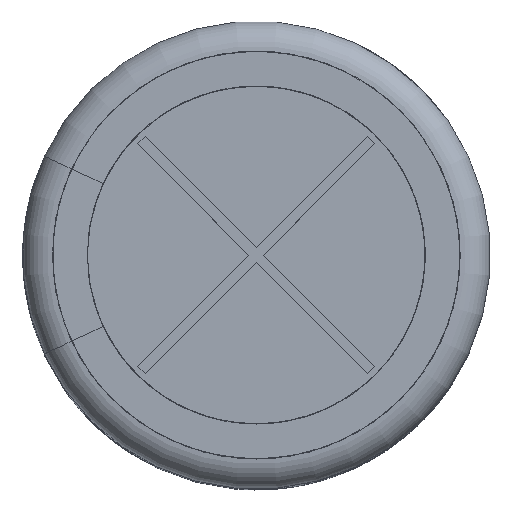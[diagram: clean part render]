
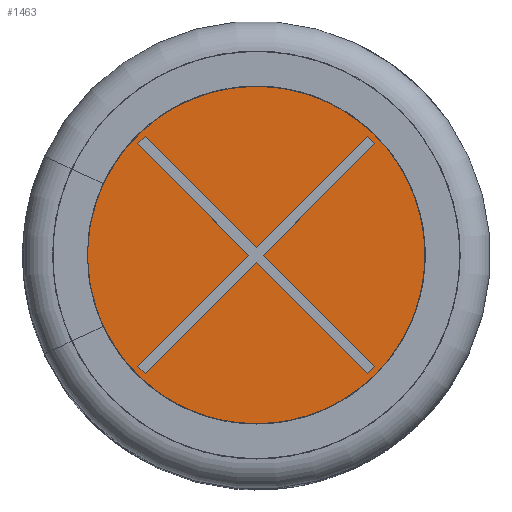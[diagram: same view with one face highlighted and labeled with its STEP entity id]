
A CAD part, top view. The second image highlights one B-rep face of the part: STEP entity #1463.
In plain terms, the highlighted planar face has unit normal (0, 0, 1).
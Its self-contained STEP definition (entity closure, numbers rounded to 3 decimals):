
#1463 = ADVANCED_FACE( '', ( #3085, #3086 ), #3087, .T. );
#3085 = FACE_OUTER_BOUND( '', #11912, .T. );
#3086 = FACE_BOUND( '', #11913, .T. );
#3087 = PLANE( '', #11914 );
#11912 = EDGE_LOOP( '', ( #16525 ) );
#11913 = EDGE_LOOP( '', ( #16526, #16527, #16528, #16529, #16530, #16531, #16532, #16533, #16534, #16535, #16536, #16537 ) );
#11914 = AXIS2_PLACEMENT_3D( '', #16538, #16539, #16540 );
#16525 = ORIENTED_EDGE( '', *, *, #18422, .F. );
#16526 = ORIENTED_EDGE( '', *, *, #17885, .T. );
#16527 = ORIENTED_EDGE( '', *, *, #18661, .T. );
#16528 = ORIENTED_EDGE( '', *, *, #17862, .T. );
#16529 = ORIENTED_EDGE( '', *, *, #17558, .T. );
#16530 = ORIENTED_EDGE( '', *, *, #18431, .T. );
#16531 = ORIENTED_EDGE( '', *, *, #17423, .T. );
#16532 = ORIENTED_EDGE( '', *, *, #18404, .T. );
#16533 = ORIENTED_EDGE( '', *, *, #18384, .T. );
#16534 = ORIENTED_EDGE( '', *, *, #18035, .T. );
#16535 = ORIENTED_EDGE( '', *, *, #17820, .T. );
#16536 = ORIENTED_EDGE( '', *, *, #18662, .T. );
#16537 = ORIENTED_EDGE( '', *, *, #17437, .T. );
#16538 = CARTESIAN_POINT( '', ( -9.589, 0., 30.78 ) );
#16539 = DIRECTION( '', ( 0., 0., 1. ) );
#16540 = DIRECTION( '', ( 1., 0., 0. ) );
#17423 = EDGE_CURVE( '', #19523, #19524, #19525, .T. );
#17437 = EDGE_CURVE( '', #19544, #19545, #19546, .T. );
#17558 = EDGE_CURVE( '', #19750, #19751, #19752, .T. );
#17820 = EDGE_CURVE( '', #20166, #20167, #20168, .T. );
#17862 = EDGE_CURVE( '', #20227, #19750, #20228, .T. );
#17885 = EDGE_CURVE( '', #19545, #20259, #20260, .T. );
#18035 = EDGE_CURVE( '', #20476, #20166, #20477, .T. );
#18384 = EDGE_CURVE( '', #20953, #20476, #20954, .T. );
#18404 = EDGE_CURVE( '', #19524, #20953, #20978, .T. );
#18422 = EDGE_CURVE( '', #21002, #21002, #21003, .T. );
#18431 = EDGE_CURVE( '', #19751, #19523, #21013, .T. );
#18661 = EDGE_CURVE( '', #20259, #20227, #21277, .T. );
#18662 = EDGE_CURVE( '', #20167, #19544, #21278, .T. );
#19523 = VERTEX_POINT( '', #23105 );
#19524 = VERTEX_POINT( '', #23106 );
#19525 = LINE( '', #23107, #23108 );
#19544 = VERTEX_POINT( '', #23159 );
#19545 = VERTEX_POINT( '', #23160 );
#19546 = LINE( '', #23161, #23162 );
#19750 = VERTEX_POINT( '', #23557 );
#19751 = VERTEX_POINT( '', #23558 );
#19752 = LINE( '', #23559, #23560 );
#20166 = VERTEX_POINT( '', #24463 );
#20167 = VERTEX_POINT( '', #24464 );
#20168 = LINE( '', #24465, #24466 );
#20227 = VERTEX_POINT( '', #24594 );
#20228 = LINE( '', #24595, #24596 );
#20259 = VERTEX_POINT( '', #24701 );
#20260 = LINE( '', #24702, #24703 );
#20476 = VERTEX_POINT( '', #25398 );
#20477 = LINE( '', #25399, #25400 );
#20953 = VERTEX_POINT( '', #26912 );
#20954 = LINE( '', #26913, #26914 );
#20978 = LINE( '', #26981, #26982 );
#21002 = VERTEX_POINT( '', #27040 );
#21003 = CIRCLE( '', #27041, 9.589 );
#21013 = LINE( '', #27056, #27057 );
#21277 = LINE( '', #28029, #28030 );
#21278 = LINE( '', #28031, #28032 );
#23105 = CARTESIAN_POINT( '', ( 0.346, 0., 30.78 ) );
#23106 = CARTESIAN_POINT( '', ( 5.572, -5.226, 30.78 ) );
#23107 = CARTESIAN_POINT( '', ( 0.346, 0., 30.78 ) );
#23108 = VECTOR( '', #28624, 1000. );
#23159 = CARTESIAN_POINT( '', ( -0.346, 0., 30.78 ) );
#23160 = CARTESIAN_POINT( '', ( -5.572, 5.226, 30.78 ) );
#23161 = CARTESIAN_POINT( '', ( -0.346, 0., 30.78 ) );
#23162 = VECTOR( '', #28630, 1000. );
#23557 = CARTESIAN_POINT( '', ( 5.226, 5.572, 30.78 ) );
#23558 = CARTESIAN_POINT( '', ( 5.572, 5.226, 30.78 ) );
#23559 = CARTESIAN_POINT( '', ( 5.572, 5.226, 30.78 ) );
#23560 = VECTOR( '', #28743, 1000. );
#24463 = CARTESIAN_POINT( '', ( -5.226, -5.572, 30.78 ) );
#24464 = CARTESIAN_POINT( '', ( -5.572, -5.226, 30.78 ) );
#24465 = CARTESIAN_POINT( '', ( -5.226, -5.572, 30.78 ) );
#24466 = VECTOR( '', #29019, 1000. );
#24594 = CARTESIAN_POINT( '', ( 0., 0.346, 30.78 ) );
#24595 = CARTESIAN_POINT( '', ( 0., 0.346, 30.78 ) );
#24596 = VECTOR( '', #29069, 1000. );
#24701 = CARTESIAN_POINT( '', ( -5.226, 5.572, 30.78 ) );
#24702 = CARTESIAN_POINT( '', ( -5.226, 5.572, 30.78 ) );
#24703 = VECTOR( '', #29093, 1000. );
#25398 = CARTESIAN_POINT( '', ( 0., -0.346, 30.78 ) );
#25399 = CARTESIAN_POINT( '', ( 0., -0.346, 30.78 ) );
#25400 = VECTOR( '', #29221, 1000. );
#26912 = CARTESIAN_POINT( '', ( 5.226, -5.572, 30.78 ) );
#26913 = CARTESIAN_POINT( '', ( 0., -0.346, 30.78 ) );
#26914 = VECTOR( '', #29572, 1000. );
#26981 = CARTESIAN_POINT( '', ( 5.572, -5.226, 30.78 ) );
#26982 = VECTOR( '', #29587, 1000. );
#27040 = CARTESIAN_POINT( '', ( -9.589, 0., 30.78 ) );
#27041 = AXIS2_PLACEMENT_3D( '', #29600, #29601, #29602 );
#27056 = CARTESIAN_POINT( '', ( 0.346, 0., 30.78 ) );
#27057 = VECTOR( '', #29605, 1000. );
#28029 = CARTESIAN_POINT( '', ( 0., 0.346, 30.78 ) );
#28030 = VECTOR( '', #29717, 1000. );
#28031 = CARTESIAN_POINT( '', ( -0.346, 0., 30.78 ) );
#28032 = VECTOR( '', #29718, 1000. );
#28624 = DIRECTION( '', ( 0.707, -0.707, 0. ) );
#28630 = DIRECTION( '', ( -0.707, 0.707, 0. ) );
#28743 = DIRECTION( '', ( 0.707, -0.707, 0. ) );
#29019 = DIRECTION( '', ( -0.707, 0.707, 0. ) );
#29069 = DIRECTION( '', ( 0.707, 0.707, 0. ) );
#29093 = DIRECTION( '', ( 0.707, 0.707, 0. ) );
#29221 = DIRECTION( '', ( -0.707, -0.707, 0. ) );
#29572 = DIRECTION( '', ( -0.707, 0.707, 0. ) );
#29587 = DIRECTION( '', ( -0.707, -0.707, 0. ) );
#29600 = CARTESIAN_POINT( '', ( 0., 0., 30.78 ) );
#29601 = DIRECTION( '', ( 0., 0., -1. ) );
#29602 = DIRECTION( '', ( -1., 0., 0. ) );
#29605 = DIRECTION( '', ( -0.707, -0.707, 0. ) );
#29717 = DIRECTION( '', ( 0.707, -0.707, 0. ) );
#29718 = DIRECTION( '', ( 0.707, 0.707, 0. ) );
